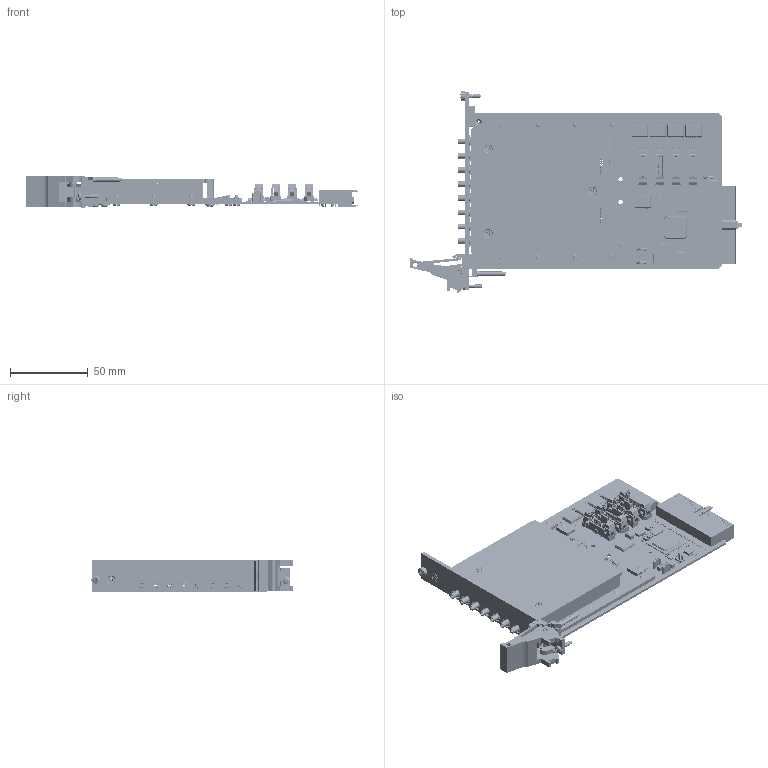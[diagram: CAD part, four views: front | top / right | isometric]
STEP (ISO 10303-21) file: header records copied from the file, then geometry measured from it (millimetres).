
FILE_DESCRIPTION (( 'STEP AP214' ), '1' );
FILE_NAME ('40-837-001 PXI 1 SLT Single 2x2 MAT LT 75 Ohm SMB.STEP', '2013-09-11T13:56:23', ( 'admin' ), ( '' ), 'SwSTEP 2.0', 'SolidWorks 2012', '' );
FILE_SCHEMA (( 'AUTOMOTIVE_DESIGN' ));
Length unit declared in the file: millimetre
Products named in the file (1): 40-837-001 PXI 1 SLT Single 2x2 MAT LT 75 Ohm SMB
Bounding box: 214.01 x 129.67 x 20 mm (x, y, z)
Surface area: 84195.3 mm2 (no closed solid volume)
Topology: 0 solids, 775 shells, 4577 faces, 20246 edges, 15772 vertices
Faces by surface type: plane 3526, cylinder 826, cone 125, torus 67, bspline 25, sphere 8
Full cylindrical faces by diameter (mm): 0.2 x1, 0.6 x110, 0.66 x44, 0.762 x57, 0.8 x4, 1.067 x25, 1.496 x2, 1.524 x8, 2 x6, 2.05 x1, 2.08 x8, 2.45 x7, 2.5 x4, 2.6 x1, 2.7 x3, 2.8 x1, 3 x3, 3.21 x8, 3.71 x16, 4.5 x8, 4.7 x4, 4.85 x13, 5 x7, 5.3 x1, 5.9 x1, 6 x1, 6.75 x8, 6.8 x3, 6.95 x8
Entity records: 259695 total; most frequent: CARTESIAN_POINT 51138, DIRECTION 31366, ORIENTED_EDGE 26551, EDGE_CURVE 19588, VERTEX_POINT 15639, LINE 15310, VECTOR 15310, AXIS2_PLACEMENT_3D 8028
